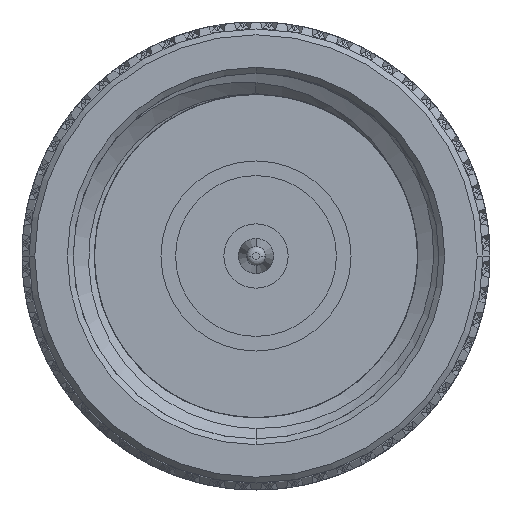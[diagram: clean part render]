
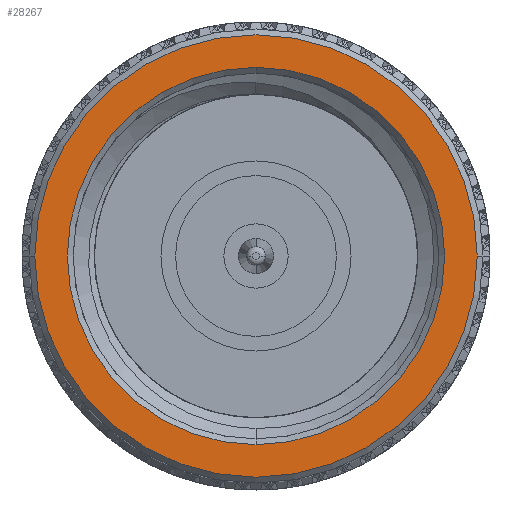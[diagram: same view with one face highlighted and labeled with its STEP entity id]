
A CAD part, left-side view. The second image highlights one B-rep face of the part: STEP entity #28267.
In plain terms, the highlighted planar face has unit normal (-1, 0, 0).
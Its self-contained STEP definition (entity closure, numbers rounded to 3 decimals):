
#6470 = CIRCLE ( 'NONE', #79955, 9.603 ) ;
#8479 = CARTESIAN_POINT ( 'NONE',  ( 0., 0., 0. ) ) ;
#9179 = ORIENTED_EDGE ( 'NONE', *, *, #24392, .T. ) ;
#11513 = FACE_OUTER_BOUND ( 'NONE', #94470, .T. ) ;
#13711 = VERTEX_POINT ( 'NONE', #61710 ) ;
#13786 = CARTESIAN_POINT ( 'NONE',  ( 0., -9.603, 0. ) ) ;
#14006 = DIRECTION ( 'NONE',  ( 1., 0., 0. ) ) ;
#14268 = DIRECTION ( 'NONE',  ( 0., -1., 0. ) ) ;
#17184 = DIRECTION ( 'NONE',  ( 0., -1., 0. ) ) ;
#17261 = DIRECTION ( 'NONE',  ( 0., -1., 0. ) ) ;
#18330 = EDGE_LOOP ( 'NONE', ( #81692, #89361 ) ) ;
#20178 = DIRECTION ( 'NONE',  ( -1., 0., 0. ) ) ;
#24007 = EDGE_CURVE ( 'NONE', #13711, #57478, #97884, .T. ) ;
#24392 = EDGE_CURVE ( 'NONE', #47100, #34433, #6470, .T. ) ;
#24643 = AXIS2_PLACEMENT_3D ( 'NONE', #51273, #20178, #57946 ) ;
#28267 = ADVANCED_FACE ( 'NONE', ( #96893, #11513 ), #82013, .T. ) ;
#31198 = AXIS2_PLACEMENT_3D ( 'NONE', #55698, #14006, #60457 ) ;
#31276 = EDGE_CURVE ( 'NONE', #57478, #13711, #36046, .T. ) ;
#34433 = VERTEX_POINT ( 'NONE', #13786 ) ;
#36046 = CIRCLE ( 'NONE', #31198, 8.191 ) ;
#37747 = DIRECTION ( 'NONE',  ( 1., 0., 0. ) ) ;
#40676 = CIRCLE ( 'NONE', #76576, 9.603 ) ;
#47100 = VERTEX_POINT ( 'NONE', #66089 ) ;
#47349 = CARTESIAN_POINT ( 'NONE',  ( 0., 0., 0. ) ) ;
#51273 = CARTESIAN_POINT ( 'NONE',  ( 0., 9.857, 0. ) ) ;
#55698 = CARTESIAN_POINT ( 'NONE',  ( 0., 0., 0. ) ) ;
#57478 = VERTEX_POINT ( 'NONE', #59667 ) ;
#57946 = DIRECTION ( 'NONE',  ( 0., -1., 0. ) ) ;
#59667 = CARTESIAN_POINT ( 'NONE',  ( 0., 0., 8.191 ) ) ;
#60457 = DIRECTION ( 'NONE',  ( 0., -1., 0. ) ) ;
#61710 = CARTESIAN_POINT ( 'NONE',  ( 0., 0., -8.191 ) ) ;
#65937 = ORIENTED_EDGE ( 'NONE', *, *, #67462, .T. ) ;
#66089 = CARTESIAN_POINT ( 'NONE',  ( 0., 9.603, 0. ) ) ;
#67462 = EDGE_CURVE ( 'NONE', #34433, #47100, #40676, .T. ) ;
#71412 = DIRECTION ( 'NONE',  ( -1., 0., 0. ) ) ;
#76576 = AXIS2_PLACEMENT_3D ( 'NONE', #47349, #71412, #17261 ) ;
#79955 = AXIS2_PLACEMENT_3D ( 'NONE', #8479, #87213, #17184 ) ;
#81692 = ORIENTED_EDGE ( 'NONE', *, *, #31276, .T. ) ;
#82013 = PLANE ( 'NONE',  #24643 ) ;
#87213 = DIRECTION ( 'NONE',  ( -1., 0., 0. ) ) ;
#89361 = ORIENTED_EDGE ( 'NONE', *, *, #24007, .T. ) ;
#92460 = CARTESIAN_POINT ( 'NONE',  ( 0., 0., 0. ) ) ;
#94470 = EDGE_LOOP ( 'NONE', ( #9179, #65937 ) ) ;
#96310 = AXIS2_PLACEMENT_3D ( 'NONE', #92460, #37747, #14268 ) ;
#96893 = FACE_BOUND ( 'NONE', #18330, .T. ) ;
#97884 = CIRCLE ( 'NONE', #96310, 8.191 ) ;
